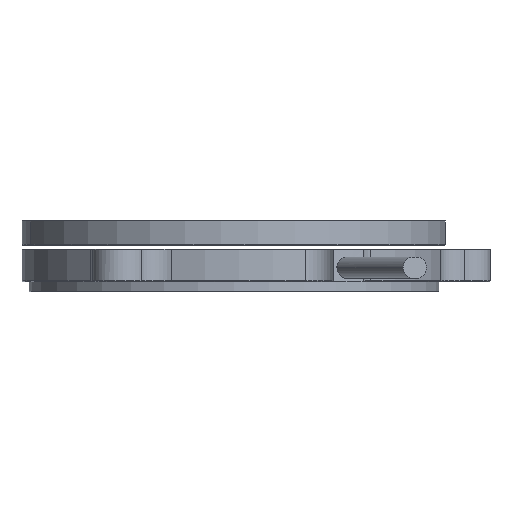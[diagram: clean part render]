
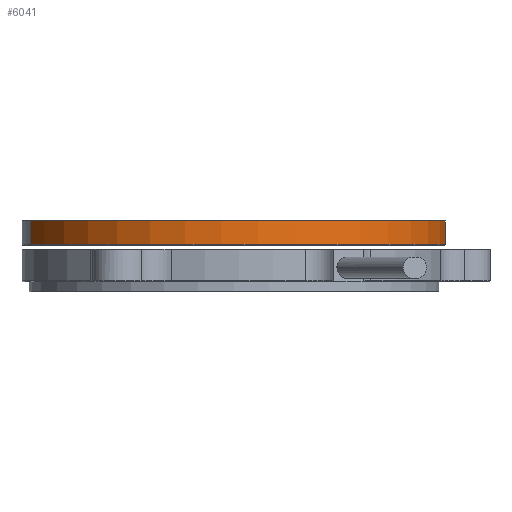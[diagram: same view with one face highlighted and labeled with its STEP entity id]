
A CAD part, front view. The second image highlights one B-rep face of the part: STEP entity #6041.
In plain terms, the highlighted cylindrical face has radius 30 mm (diameter 60 mm), a partial arc.
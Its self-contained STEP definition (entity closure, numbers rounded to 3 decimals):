
#145 = ORIENTED_EDGE ( 'NONE', *, *, #445, .T. ) ;
#171 = DIRECTION ( 'NONE',  ( -1., 0., 0. ) ) ;
#298 = FACE_OUTER_BOUND ( 'NONE', #3682, .T. ) ;
#445 = EDGE_CURVE ( 'NONE', #548, #1053, #3658, .T. ) ;
#511 = VERTEX_POINT ( 'NONE', #5382 ) ;
#548 = VERTEX_POINT ( 'NONE', #698 ) ;
#698 = CARTESIAN_POINT ( 'NONE',  ( -28.747, -8.579, 6.71 ) ) ;
#1053 = VERTEX_POINT ( 'NONE', #2861 ) ;
#1086 = CARTESIAN_POINT ( 'NONE',  ( 28.747, 8.579, 10.01 ) ) ;
#1686 = CYLINDRICAL_SURFACE ( 'NONE', #5946, 30. ) ;
#1733 = CARTESIAN_POINT ( 'NONE',  ( 28.747, 8.579, 6.61 ) ) ;
#2120 = DIRECTION ( 'NONE',  ( -1., 0., 0. ) ) ;
#2141 = ORIENTED_EDGE ( 'NONE', *, *, #4070, .F. ) ;
#2264 = CARTESIAN_POINT ( 'NONE',  ( 0., 0., 10.01 ) ) ;
#2536 = EDGE_CURVE ( 'NONE', #6062, #511, #5917, .T. ) ;
#2538 = DIRECTION ( 'NONE',  ( 0., 0., 1. ) ) ;
#2796 = DIRECTION ( 'NONE',  ( 0., 0., -1. ) ) ;
#2861 = CARTESIAN_POINT ( 'NONE',  ( 28.747, 8.579, 6.71 ) ) ;
#2875 = LINE ( 'NONE', #1733, #6317 ) ;
#3068 = DIRECTION ( 'NONE',  ( 0.958, 0.286, 0. ) ) ;
#3360 = AXIS2_PLACEMENT_3D ( 'NONE', #5244, #5264, #2120 ) ;
#3473 = VECTOR ( 'NONE', #4192, 1000. ) ;
#3658 = CIRCLE ( 'NONE', #3360, 30. ) ;
#3682 = EDGE_LOOP ( 'NONE', ( #2141, #145, #4504, #4459 ) ) ;
#4070 = EDGE_CURVE ( 'NONE', #548, #511, #5216, .T. ) ;
#4192 = DIRECTION ( 'NONE',  ( 0., 0., 1. ) ) ;
#4459 = ORIENTED_EDGE ( 'NONE', *, *, #2536, .T. ) ;
#4504 = ORIENTED_EDGE ( 'NONE', *, *, #5389, .T. ) ;
#5216 = LINE ( 'NONE', #6774, #3473 ) ;
#5244 = CARTESIAN_POINT ( 'NONE',  ( 0., 0., 6.71 ) ) ;
#5264 = DIRECTION ( 'NONE',  ( 0., 0., 1. ) ) ;
#5382 = CARTESIAN_POINT ( 'NONE',  ( -28.747, -8.579, 10.01 ) ) ;
#5389 = EDGE_CURVE ( 'NONE', #1053, #6062, #2875, .T. ) ;
#5917 = CIRCLE ( 'NONE', #5953, 30. ) ;
#5946 = AXIS2_PLACEMENT_3D ( 'NONE', #6194, #2538, #3068 ) ;
#5953 = AXIS2_PLACEMENT_3D ( 'NONE', #2264, #2796, #171 ) ;
#6041 = ADVANCED_FACE ( 'NONE', ( #298 ), #1686, .T. ) ;
#6062 = VERTEX_POINT ( 'NONE', #1086 ) ;
#6194 = CARTESIAN_POINT ( 'NONE',  ( 0., 0., 6.61 ) ) ;
#6317 = VECTOR ( 'NONE', #6425, 1000. ) ;
#6425 = DIRECTION ( 'NONE',  ( 0., 0., 1. ) ) ;
#6774 = CARTESIAN_POINT ( 'NONE',  ( -28.747, -8.579, 6.61 ) ) ;
